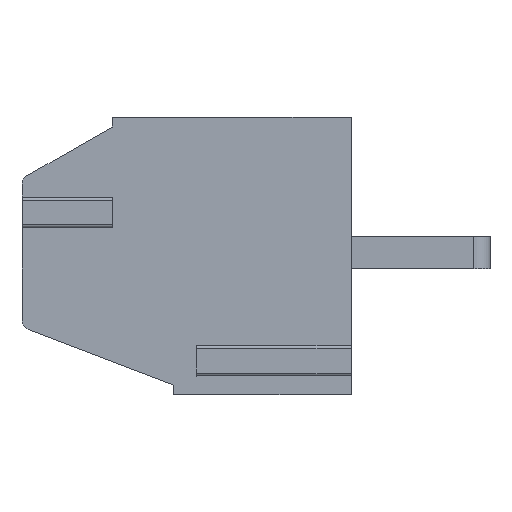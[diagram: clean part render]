
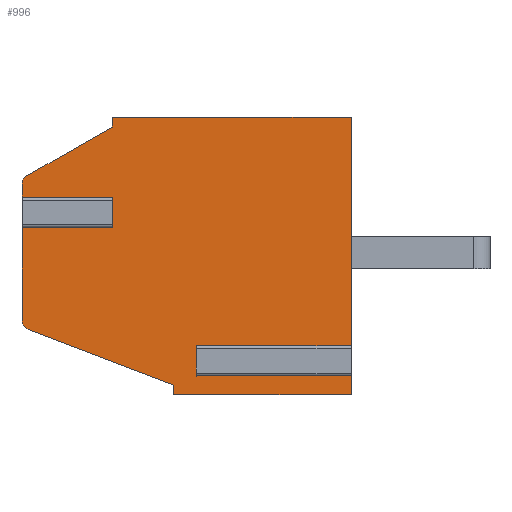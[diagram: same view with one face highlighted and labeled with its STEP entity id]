
A CAD part, left-side view. The second image highlights one B-rep face of the part: STEP entity #996.
In plain terms, the highlighted planar face has unit normal (-1, 0, 0).
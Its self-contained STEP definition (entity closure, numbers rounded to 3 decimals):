
#996 = ADVANCED_FACE( '', ( #2183 ), #2184, .T. );
#2183 = FACE_OUTER_BOUND( '', #3553, .T. );
#2184 = PLANE( '', #3554 );
#3553 = EDGE_LOOP( '', ( #6637, #6638, #6639, #6640, #6641, #6642, #6643, #6644, #6645, #6646, #6647, #6648, #6649, #6650, #6651, #6652, #6653, #6654 ) );
#3554 = AXIS2_PLACEMENT_3D( '', #6655, #6656, #6657 );
#6637 = ORIENTED_EDGE( '', *, *, #9000, .T. );
#6638 = ORIENTED_EDGE( '', *, *, #9301, .T. );
#6639 = ORIENTED_EDGE( '', *, *, #9302, .T. );
#6640 = ORIENTED_EDGE( '', *, *, #9221, .T. );
#6641 = ORIENTED_EDGE( '', *, *, #9303, .T. );
#6642 = ORIENTED_EDGE( '', *, *, #8924, .T. );
#6643 = ORIENTED_EDGE( '', *, *, #8773, .T. );
#6644 = ORIENTED_EDGE( '', *, *, #8936, .T. );
#6645 = ORIENTED_EDGE( '', *, *, #9304, .F. );
#6646 = ORIENTED_EDGE( '', *, *, #9305, .T. );
#6647 = ORIENTED_EDGE( '', *, *, #8776, .T. );
#6648 = ORIENTED_EDGE( '', *, *, #8597, .T. );
#6649 = ORIENTED_EDGE( '', *, *, #9306, .T. );
#6650 = ORIENTED_EDGE( '', *, *, #9186, .T. );
#6651 = ORIENTED_EDGE( '', *, *, #9307, .T. );
#6652 = ORIENTED_EDGE( '', *, *, #9308, .T. );
#6653 = ORIENTED_EDGE( '', *, *, #8790, .T. );
#6654 = ORIENTED_EDGE( '', *, *, #9240, .F. );
#6655 = CARTESIAN_POINT( '', ( -55., 9.9, -2.078 ) );
#6656 = DIRECTION( '', ( -1., 0., 0. ) );
#6657 = DIRECTION( '', ( 0., 0., -1. ) );
#8597 = EDGE_CURVE( '', #10566, #10564, #10567, .T. );
#8773 = EDGE_CURVE( '', #10853, #10854, #10855, .T. );
#8776 = EDGE_CURVE( '', #10859, #10566, #10860, .T. );
#8790 = EDGE_CURVE( '', #10884, #10881, #10885, .F. );
#8924 = EDGE_CURVE( '', #11052, #10853, #11096, .T. );
#8936 = EDGE_CURVE( '', #10854, #11108, #11110, .T. );
#9000 = EDGE_CURVE( '', #11193, #11195, #11197, .T. );
#9186 = EDGE_CURVE( '', #11443, #11445, #11447, .T. );
#9221 = EDGE_CURVE( '', #11490, #11492, #11494, .T. );
#9240 = EDGE_CURVE( '', #11193, #10881, #11517, .T. );
#9301 = EDGE_CURVE( '', #11195, #11592, #11593, .T. );
#9302 = EDGE_CURVE( '', #11592, #11490, #11594, .T. );
#9303 = EDGE_CURVE( '', #11492, #11052, #11595, .T. );
#9304 = EDGE_CURVE( '', #11596, #11108, #11597, .T. );
#9305 = EDGE_CURVE( '', #11596, #10859, #11598, .F. );
#9306 = EDGE_CURVE( '', #10564, #11443, #11599, .T. );
#9307 = EDGE_CURVE( '', #11445, #11600, #11601, .T. );
#9308 = EDGE_CURVE( '', #11600, #10884, #11602, .T. );
#10564 = VERTEX_POINT( '', #13301 );
#10566 = VERTEX_POINT( '', #13304 );
#10567 = LINE( '', #13305, #13306 );
#10853 = VERTEX_POINT( '', #13723 );
#10854 = VERTEX_POINT( '', #13724 );
#10855 = LINE( '', #13725, #13726 );
#10859 = VERTEX_POINT( '', #13732 );
#10860 = LINE( '', #13733, #13734 );
#10881 = VERTEX_POINT( '', #13760 );
#10884 = VERTEX_POINT( '', #13763 );
#10885 = LINE( '', #13764, #13765 );
#11052 = VERTEX_POINT( '', #13995 );
#11096 = LINE( '', #14067, #14068 );
#11108 = VERTEX_POINT( '', #14086 );
#11110 = LINE( '', #14088, #14089 );
#11193 = VERTEX_POINT( '', #14207 );
#11195 = VERTEX_POINT( '', #14209 );
#11197 = LINE( '', #14211, #14212 );
#11443 = VERTEX_POINT( '', #14562 );
#11445 = VERTEX_POINT( '', #14565 );
#11447 = LINE( '', #14568, #14569 );
#11490 = VERTEX_POINT( '', #14629 );
#11492 = VERTEX_POINT( '', #14632 );
#11494 = LINE( '', #14635, #14636 );
#11517 = LINE( '', #14667, #14668 );
#11592 = VERTEX_POINT( '', #14772 );
#11593 = LINE( '', #14773, #14774 );
#11594 = CIRCLE( '', #14775, 0.3 );
#11595 = LINE( '', #14776, #14777 );
#11596 = VERTEX_POINT( '', #14778 );
#11597 = LINE( '', #14779, #14780 );
#11598 = LINE( '', #14781, #14782 );
#11599 = LINE( '', #14783, #14784 );
#11600 = VERTEX_POINT( '', #14785 );
#11601 = CIRCLE( '', #14786, 0.3 );
#11602 = LINE( '', #14787, #14788 );
#13301 = CARTESIAN_POINT( '', ( -55., 7.4, 0. ) );
#13304 = CARTESIAN_POINT( '', ( -55., 0., 0. ) );
#13305 = CARTESIAN_POINT( '', ( -55., 7.4, 0. ) );
#13306 = VECTOR( '', #15767, 1000. );
#13723 = CARTESIAN_POINT( '', ( -55., 0., -8.6 ) );
#13724 = CARTESIAN_POINT( '', ( -55., 0., -7.927 ) );
#13725 = CARTESIAN_POINT( '', ( -55., 0., 0. ) );
#13726 = VECTOR( '', #15956, 1000. );
#13732 = CARTESIAN_POINT( '', ( -55., 0., -7.173 ) );
#13733 = CARTESIAN_POINT( '', ( -55., 0., 0. ) );
#13734 = VECTOR( '', #15959, 1000. );
#13760 = CARTESIAN_POINT( '', ( -55., 7.4, -2.573 ) );
#13763 = CARTESIAN_POINT( '', ( -55., 10.2, -2.573 ) );
#13764 = CARTESIAN_POINT( '', ( -55., 5.4, -2.573 ) );
#13765 = VECTOR( '', #15983, 1000. );
#13995 = CARTESIAN_POINT( '', ( -55., 5.5, -8.6 ) );
#14067 = CARTESIAN_POINT( '', ( -55., 0., -8.6 ) );
#14068 = VECTOR( '', #16135, 1000. );
#14086 = CARTESIAN_POINT( '', ( -55., 4.8, -7.927 ) );
#14088 = CARTESIAN_POINT( '', ( -55., 4.8, -7.927 ) );
#14089 = VECTOR( '', #16145, 1000. );
#14207 = CARTESIAN_POINT( '', ( -55., 7.4, -3.327 ) );
#14209 = CARTESIAN_POINT( '', ( -55., 10.2, -3.327 ) );
#14211 = CARTESIAN_POINT( '', ( -55., 10.2, -3.327 ) );
#14212 = VECTOR( '', #16208, 1000. );
#14562 = CARTESIAN_POINT( '', ( -55., 7.4, -0.304 ) );
#14565 = CARTESIAN_POINT( '', ( -55., 10.049, -1.818 ) );
#14568 = CARTESIAN_POINT( '', ( -55., 10.049, -1.818 ) );
#14569 = VECTOR( '', #16381, 1000. );
#14629 = CARTESIAN_POINT( '', ( -55., 10.007, -6.578 ) );
#14632 = CARTESIAN_POINT( '', ( -55., 5.5, -8.3 ) );
#14635 = CARTESIAN_POINT( '', ( -55., 5.5, -8.3 ) );
#14636 = VECTOR( '', #16410, 1000. );
#14667 = CARTESIAN_POINT( '', ( -55., 7.4, 2.472 ) );
#14668 = VECTOR( '', #16428, 1000. );
#14772 = CARTESIAN_POINT( '', ( -55., 10.2, -6.298 ) );
#14773 = CARTESIAN_POINT( '', ( -55., 10.2, -6.298 ) );
#14774 = VECTOR( '', #16482, 1000. );
#14775 = AXIS2_PLACEMENT_3D( '', #16483, #16484, #16485 );
#14776 = CARTESIAN_POINT( '', ( -55., 5.5, -8.6 ) );
#14777 = VECTOR( '', #16486, 1000. );
#14778 = CARTESIAN_POINT( '', ( -55., 4.8, -7.173 ) );
#14779 = CARTESIAN_POINT( '', ( -55., 4.8, -7.754 ) );
#14780 = VECTOR( '', #16487, 1000. );
#14781 = CARTESIAN_POINT( '', ( -55., 0., -7.173 ) );
#14782 = VECTOR( '', #16488, 1000. );
#14783 = CARTESIAN_POINT( '', ( -55., 7.4, -0.304 ) );
#14784 = VECTOR( '', #16489, 1000. );
#14785 = CARTESIAN_POINT( '', ( -55., 10.2, -2.078 ) );
#14786 = AXIS2_PLACEMENT_3D( '', #16490, #16491, #16492 );
#14787 = CARTESIAN_POINT( '', ( -55., 10.2, -6.298 ) );
#14788 = VECTOR( '', #16493, 1000. );
#15767 = DIRECTION( '', ( 0., 1., 0. ) );
#15956 = DIRECTION( '', ( 0., 0., 1. ) );
#15959 = DIRECTION( '', ( 0., 0., 1. ) );
#15983 = DIRECTION( '', ( 0., 1., 0. ) );
#16135 = DIRECTION( '', ( 0., -1., 0. ) );
#16145 = DIRECTION( '', ( 0., 1., 0. ) );
#16208 = DIRECTION( '', ( 0., 1., 0. ) );
#16381 = DIRECTION( '', ( 0., 0.868, -0.496 ) );
#16410 = DIRECTION( '', ( 0., -0.934, -0.357 ) );
#16428 = DIRECTION( '', ( 0., 0., 1. ) );
#16482 = DIRECTION( '', ( 0., 0., -1. ) );
#16483 = CARTESIAN_POINT( '', ( -55., 9.9, -6.298 ) );
#16484 = DIRECTION( '', ( -1., 0., 0. ) );
#16485 = DIRECTION( '', ( 0., 0., 1. ) );
#16486 = DIRECTION( '', ( 0., 0., -1. ) );
#16487 = DIRECTION( '', ( 0., 0., -1. ) );
#16488 = DIRECTION( '', ( 0., 1., 0. ) );
#16489 = DIRECTION( '', ( 0., 0., -1. ) );
#16490 = CARTESIAN_POINT( '', ( -55., 9.9, -2.078 ) );
#16491 = DIRECTION( '', ( -1., 0., 0. ) );
#16492 = DIRECTION( '', ( 0., 0., 1. ) );
#16493 = DIRECTION( '', ( 0., 0., -1. ) );
